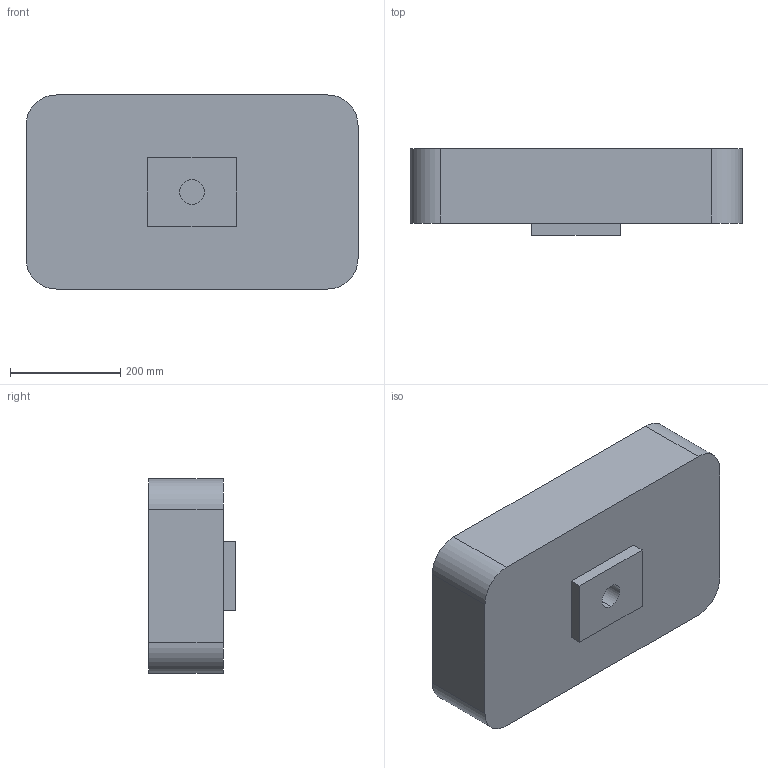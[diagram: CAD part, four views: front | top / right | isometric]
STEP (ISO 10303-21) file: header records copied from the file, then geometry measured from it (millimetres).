
FILE_DESCRIPTION (( 'STEP AP214' ), '1' );
FILE_NAME ('Z830.STEP', '2018-04-27T10:52:45', ( '' ), ( '' ), 'SwSTEP 2.0', 'SolidWorks 2017', '' );
FILE_SCHEMA (( 'AUTOMOTIVE_DESIGN' ));
Length unit declared in the file: millimetre
Products named in the file (2): Z830
Bounding box: 602 x 157 x 352 mm (x, y, z)
Volume: 9573933.7 mm3; surface area: 880556.4 mm2
Topology: 2 solids, 2 shells, 129 faces, 319 edges, 201 vertices
Faces by surface type: plane 59, cylinder 50, torus 18, cone 2
Entity records: 3890 total; most frequent: DIRECTION 700, CARTESIAN_POINT 675, ORIENTED_EDGE 638, EDGE_CURVE 319, AXIS2_PLACEMENT_3D 258, VERTEX_POINT 201, VECTOR 184, LINE 184
